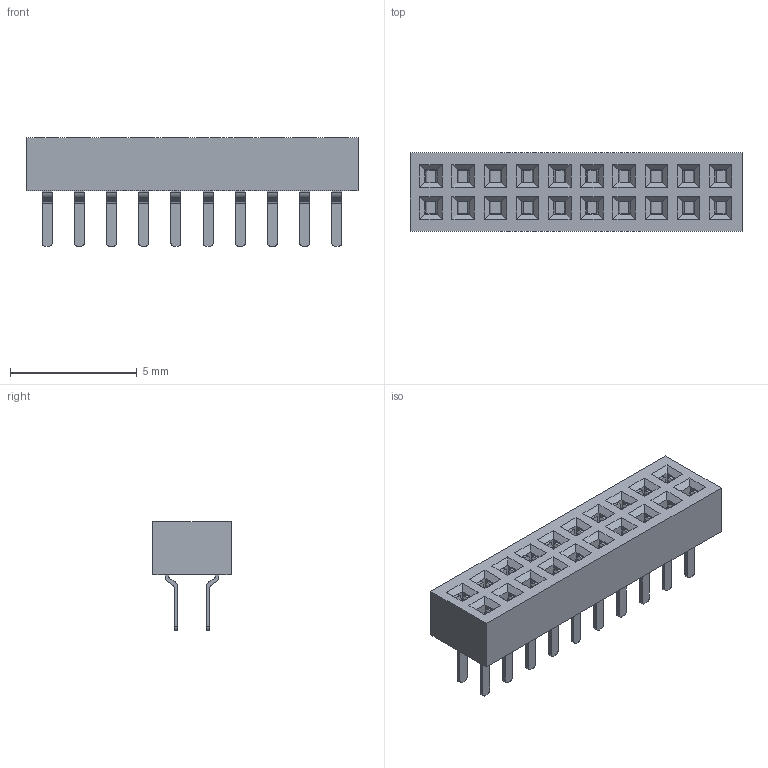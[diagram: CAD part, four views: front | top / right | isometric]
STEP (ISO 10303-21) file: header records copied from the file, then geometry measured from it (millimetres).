
FILE_DESCRIPTION( ('This file contains a STEP AP42 implementation' ,'as created by ZW3D STEP Interface translator.') ,'2;1' );
FILE_NAME( '2321-2XXSXXXUNX1.stp' ,'23 9 5. 92255', (''), ('ZWCAD Software Co.'), 'Version 1.0', 'ZW3D to STEP translator', '' );
FILE_SCHEMA(('AUTOMOTIVE_DESIGN { 1 0 10303 214 1 1 1 1 }'));
Length unit declared in the file: millimetre
Products named in the file (1): 0
Bounding box: 13.1 x 3.1 x 4.3 mm (x, y, z)
Volume: 65.5 mm3; surface area: 435.7 mm2
Topology: 1 solids, 1 shells, 1906 faces, 5316 edges, 3472 vertices
Faces by surface type: plane 1146, cylinder 520, bspline 240
Entity records: 82094 total; most frequent: CARTESIAN_POINT 41705, ORIENTED_EDGE 10712, EDGE_CURVE 5316, B_SPLINE_CURVE_WITH_KNOTS 4794, DIRECTION 3936, VERTEX_POINT 3472, EDGE_LOOP 1966, FACE_OUTER_BOUND 1906
